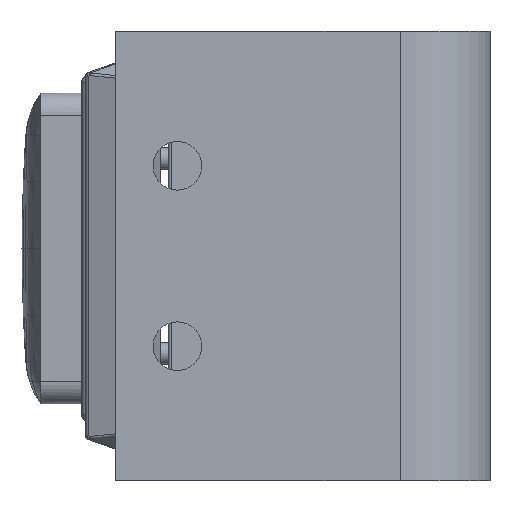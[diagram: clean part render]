
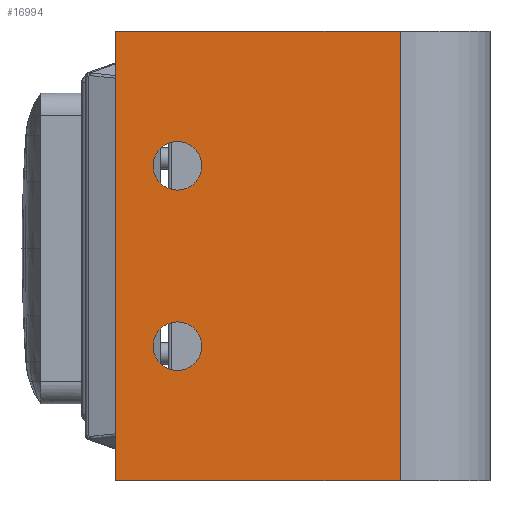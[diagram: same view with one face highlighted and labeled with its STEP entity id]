
A CAD part, left-side view. The second image highlights one B-rep face of the part: STEP entity #16994.
In plain terms, the highlighted planar face has unit normal (-1, 0, 0).
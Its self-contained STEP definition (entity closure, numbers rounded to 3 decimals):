
#464=FACE_BOUND('',#5297,.T.);
#465=FACE_BOUND('',#5298,.T.);
#732=PLANE('',#18554);
#1787=LINE('',#42374,#2876);
#1788=LINE('',#42378,#2877);
#1789=LINE('',#42382,#2878);
#1795=LINE('',#42395,#2884);
#2876=VECTOR('',#22603,1.);
#2877=VECTOR('',#22608,10.);
#2878=VECTOR('',#22613,10.);
#2884=VECTOR('',#22623,1.);
#4258=FACE_OUTER_BOUND('',#5296,.T.);
#5296=EDGE_LOOP('',(#15637,#15638,#15639,#15640));
#5297=EDGE_LOOP('',(#15641));
#5298=EDGE_LOOP('',(#15642));
#6556=CIRCLE('',#18555,1.625);
#6557=CIRCLE('',#18556,1.625);
#8104=VERTEX_POINT('',#42371);
#8105=VERTEX_POINT('',#42373);
#8106=VERTEX_POINT('',#42377);
#8107=VERTEX_POINT('',#42381);
#8113=VERTEX_POINT('',#42396);
#8114=VERTEX_POINT('',#42398);
#10627=EDGE_CURVE('',#8104,#8105,#1787,.T.);
#10629=EDGE_CURVE('',#8105,#8106,#1788,.T.);
#10631=EDGE_CURVE('',#8107,#8106,#1789,.T.);
#10638=EDGE_CURVE('',#8104,#8107,#1795,.T.);
#10639=EDGE_CURVE('',#8113,#8113,#6556,.T.);
#10640=EDGE_CURVE('',#8114,#8114,#6557,.T.);
#15637=ORIENTED_EDGE('',*,*,#10629,.F.);
#15638=ORIENTED_EDGE('',*,*,#10627,.F.);
#15639=ORIENTED_EDGE('',*,*,#10638,.T.);
#15640=ORIENTED_EDGE('',*,*,#10631,.T.);
#15641=ORIENTED_EDGE('',*,*,#10639,.T.);
#15642=ORIENTED_EDGE('',*,*,#10640,.T.);
#16994=ADVANCED_FACE('',(#4258,#464,#465),#732,.F.);
#18554=AXIS2_PLACEMENT_3D('',#42394,#22621,#22622);
#18555=AXIS2_PLACEMENT_3D('',#42397,#22624,#22625);
#18556=AXIS2_PLACEMENT_3D('',#42399,#22626,#22627);
#22603=DIRECTION('',(0.,-1.,0.));
#22608=DIRECTION('',(0.,0.,-1.));
#22613=DIRECTION('',(0.,-1.,0.));
#22621=DIRECTION('center_axis',(1.,0.,0.));
#22622=DIRECTION('ref_axis',(0.,-1.,0.));
#22623=DIRECTION('',(0.,0.,-1.));
#22624=DIRECTION('center_axis',(1.,0.,0.));
#22625=DIRECTION('ref_axis',(0.,0.,1.));
#22626=DIRECTION('center_axis',(1.,0.,0.));
#22627=DIRECTION('ref_axis',(0.,0.,-1.));
#42371=CARTESIAN_POINT('',(-24.35,22.,15.));
#42373=CARTESIAN_POINT('',(-24.35,3.,15.));
#42374=CARTESIAN_POINT('',(-24.35,15.875,15.));
#42377=CARTESIAN_POINT('',(-24.35,3.,-15.));
#42378=CARTESIAN_POINT('',(-24.35,3.,3.75));
#42381=CARTESIAN_POINT('',(-24.35,22.,-15.));
#42382=CARTESIAN_POINT('',(-24.35,15.875,-15.));
#42394=CARTESIAN_POINT('Origin',(-24.35,22.,0.));
#42395=CARTESIAN_POINT('',(-24.35,22.,0.));
#42396=CARTESIAN_POINT('',(-24.35,17.875,4.4));
#42397=CARTESIAN_POINT('Origin',(-24.35,17.875,6.025));
#42398=CARTESIAN_POINT('',(-24.35,17.875,-4.4));
#42399=CARTESIAN_POINT('Origin',(-24.35,17.875,-6.025));
